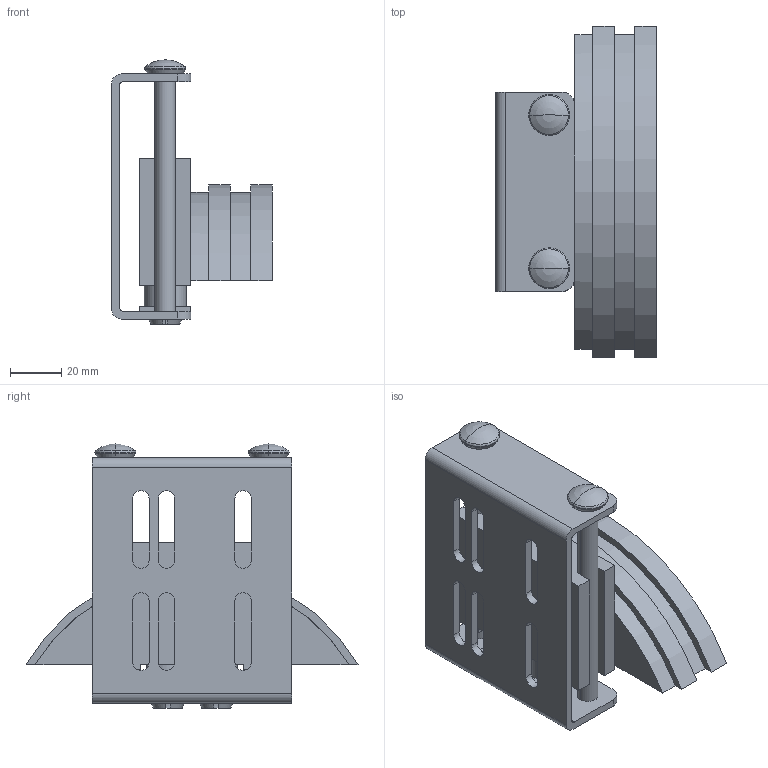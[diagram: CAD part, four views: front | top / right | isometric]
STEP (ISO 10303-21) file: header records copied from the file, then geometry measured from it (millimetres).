
FILE_DESCRIPTION(('STEP AP214'),'1');
FILE_NAME('cctmp_CFBDE303-EB85-4EAC-BDB7-34AF2671D3F3_2023_7_12_9_16_47_259..stp','2023-07-12T07:16:47',('Murtfeldt Kunststoffe GmbH & Co.KG'),('CADClick - www.CADClick.com'),'Spatial InterOp 3D',' ','unknown authorization');
FILE_SCHEMA(('AUTOMOTIVE_DESIGN'));
Length unit declared in the file: millimetre
Products named in the file (1): 1
Bounding box: 63 x 130 x 103.5 mm (x, y, z)
Volume: 205249.3 mm3; surface area: 68063 mm2
Topology: 2 solids, 14 shells, 430 faces, 1060 edges, 676 vertices
Faces by surface type: plane 214, cylinder 132, cone 44, torus 36, sphere 4
Entity records: 16096 total; most frequent: DIRECTION 2284, CARTESIAN_POINT 2180, ORIENTED_EDGE 2080, EDGE_CURVE 1040, AXIS2_PLACEMENT_3D 828, VERTEX_POINT 676, LINE 628, VECTOR 628
